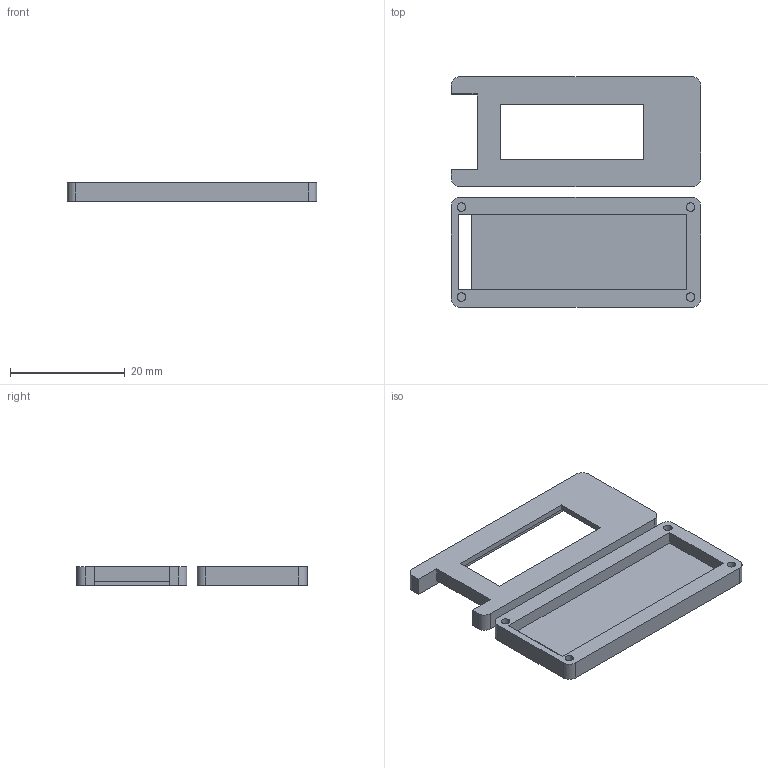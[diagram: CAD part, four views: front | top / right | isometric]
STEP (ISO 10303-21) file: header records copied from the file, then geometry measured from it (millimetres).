
FILE_DESCRIPTION(('STEP AP242'),'1');
FILE_NAME('Gotek_lcd_display_cover.stp','2024-01-29T18:49:14',(' '),(' '),'Spatial InterOp 3D',' ',' ');
FILE_SCHEMA(('AP242_MANAGED_MODEL_BASED_3D_ENGINEERING_MIM_LF {1 0 10303 442 1 1 4}'));
Length unit declared in the file: metre
Products named in the file (1): Solid
Bounding box: 43.5 x 40.2 x 3.25 mm (x, y, z)
Volume: 2682.1 mm3; surface area: 4119.2 mm2
Topology: 2 solids, 2 shells, 62 faces, 150 edges, 100 vertices
Faces by surface type: plane 38, cylinder 24
Entity records: 1867 total; most frequent: DIRECTION 326, CARTESIAN_POINT 314, ORIENTED_EDGE 300, EDGE_CURVE 150, AXIS2_PLACEMENT_3D 112, LINE 102, VECTOR 102, VERTEX_POINT 100
